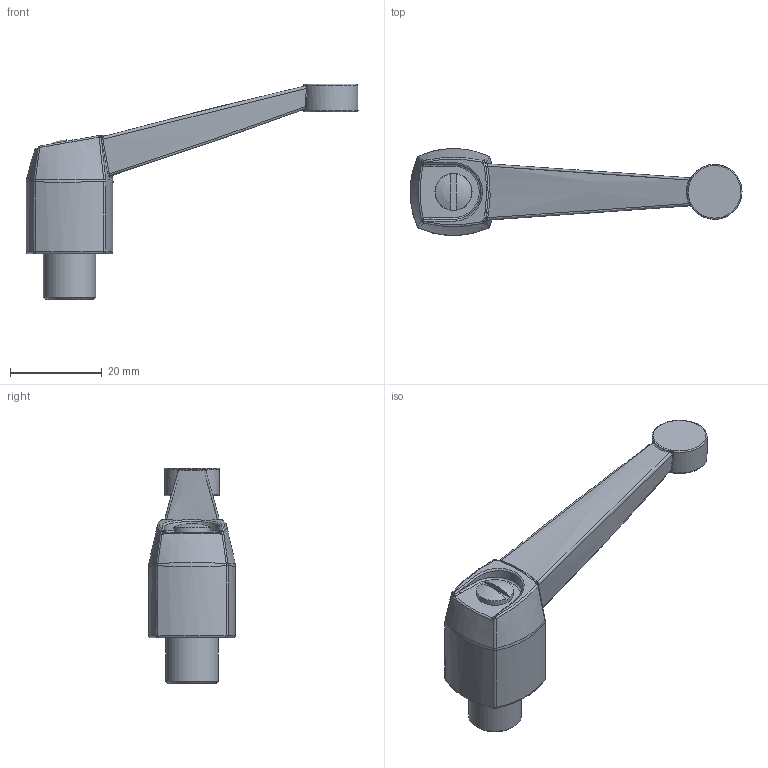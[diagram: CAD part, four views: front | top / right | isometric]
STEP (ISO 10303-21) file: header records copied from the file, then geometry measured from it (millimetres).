
FILE_DESCRIPTION( ( 'Unknown' ), '1' );
FILE_NAME( '7740025_NM63_B_M06.stp', 'Unknown', ( 'Unknown' ), ( 'Unknown' ), 'PSStep 14.0', 'Unknown', ' ' );
FILE_SCHEMA( ( 'AUTOMOTIVE_DESIGN { 1 0 10303 214 1 1 1 1 }' ) );
Length unit declared in the file: millimetre
Products named in the file (1): 1
Bounding box: 72.5 x 19 x 47 mm (x, y, z)
Volume: 10444.8 mm3; surface area: 4877.6 mm2
Topology: 1 solids, 1 shells, 145 faces, 322 edges, 181 vertices
Faces by surface type: bspline 96, cylinder 15, plane 14, torus 9, sphere 8, cone 2, offset 1
Full cylindrical faces by diameter (mm): 4.917 x2, 8 x1, 8.1 x1, 11.5 x1
Entity records: 16183 total; most frequent: CARTESIAN_POINT 12622, ORIENTED_EDGE 618, EDGE_CURVE 309, DIRECTION 298, B_SPLINE_CURVE_WITH_KNOTS 195, VERTEX_POINT 178, EDGE_LOOP 156, FACE_OUTER_BOUND 150
